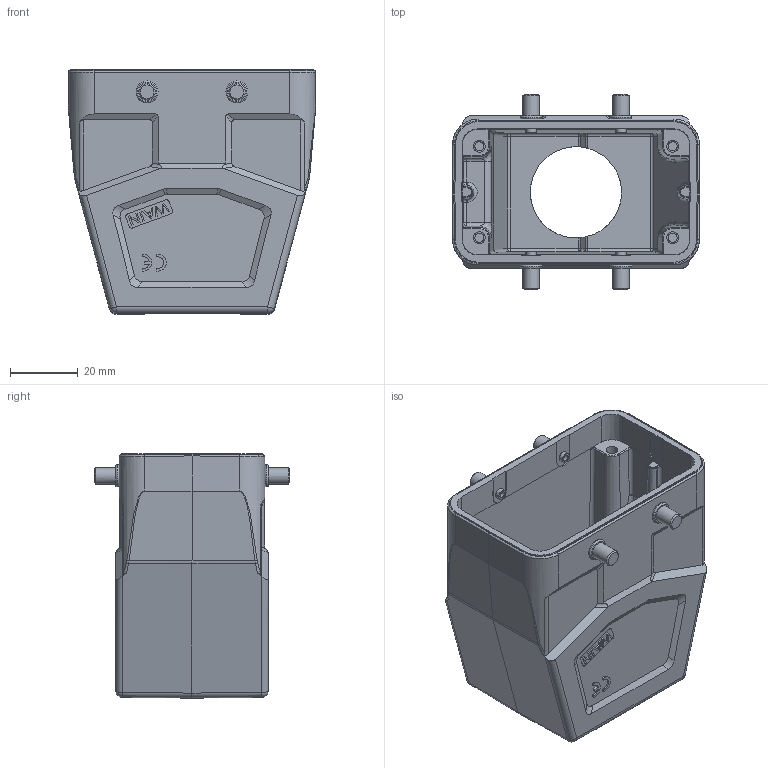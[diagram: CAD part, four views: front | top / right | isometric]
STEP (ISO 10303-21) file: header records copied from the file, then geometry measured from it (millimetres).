
FILE_DESCRIPTION(/* description */ (''),/* implementation_level */ '2;1');
FILE_NAME(/* name */ '29.stp',/* time_stamp */ '2024-03-16T13:04:24+08:00',/* author */ (''),/* organization */ (''),/* preprocessor_version */ 'ST-DEVELOPER v18.1',/* originating_system */ 'SIEMENS PLM Software NX 1980',/* authorisation */ '');
FILE_SCHEMA (('AP203_CONFIGURATION_CONTROLLED_3D_DESIGN_OF_MECHANICAL_PARTS_AND_ASSEMBLIES_MIM_LF { 1 0 10303 403 2 1 2}'));
Length unit declared in the file: millimetre
Products named in the file (1): 3D_1121105305011_W10B-MSEH-4B-PG21_V1.0_stp
Bounding box: 73 x 57.6 x 72 mm (x, y, z)
Volume: 63871.7 mm3; surface area: 32495 mm2
Topology: 1 solids, 1 shells, 513 faces, 1305 edges, 815 vertices
Faces by surface type: plane 242, cylinder 169, torus 43, cone 24, sphere 20, bspline 15
Full cylindrical faces by diameter (mm): 1.9 x4, 2.7 x4, 3 x4, 3.5 x4, 4.9 x4, 6.5 x4, 26.9 x1
Entity records: 15791 total; most frequent: CARTESIAN_POINT 3901, ORIENTED_EDGE 2438, DIRECTION 2392, EDGE_CURVE 1219, AXIS2_PLACEMENT_3D 839, VERTEX_POINT 788, LINE 714, VECTOR 714
